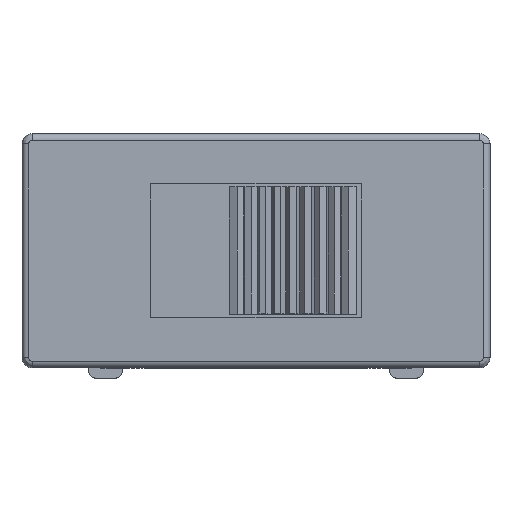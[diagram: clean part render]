
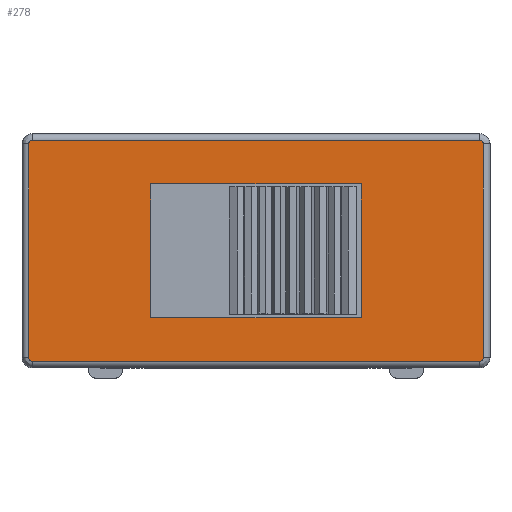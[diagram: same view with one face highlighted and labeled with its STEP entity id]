
A CAD part, top view. The second image highlights one B-rep face of the part: STEP entity #278.
In plain terms, the highlighted planar face has unit normal (0, 0, 1).
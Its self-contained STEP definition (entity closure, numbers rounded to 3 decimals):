
#278 = ADVANCED_FACE( '', ( #728, #729 ), #730, .T. );
#728 = FACE_OUTER_BOUND( '', #2882, .T. );
#729 = FACE_BOUND( '', #2883, .T. );
#730 = PLANE( '', #2884 );
#2882 = EDGE_LOOP( '', ( #4619, #4620, #4621, #4622, #4623, #4624, #4625, #4626 ) );
#2883 = EDGE_LOOP( '', ( #4627, #4628, #4629, #4630 ) );
#2884 = AXIS2_PLACEMENT_3D( '', #4631, #4632, #4633 );
#4619 = ORIENTED_EDGE( '', *, *, #5466, .T. );
#4620 = ORIENTED_EDGE( '', *, *, #5467, .T. );
#4621 = ORIENTED_EDGE( '', *, *, #5451, .T. );
#4622 = ORIENTED_EDGE( '', *, *, #5454, .T. );
#4623 = ORIENTED_EDGE( '', *, *, #5456, .T. );
#4624 = ORIENTED_EDGE( '', *, *, #5458, .T. );
#4625 = ORIENTED_EDGE( '', *, *, #5462, .T. );
#4626 = ORIENTED_EDGE( '', *, *, #5464, .T. );
#4627 = ORIENTED_EDGE( '', *, *, #5468, .T. );
#4628 = ORIENTED_EDGE( '', *, *, #5469, .T. );
#4629 = ORIENTED_EDGE( '', *, *, #5470, .T. );
#4630 = ORIENTED_EDGE( '', *, *, #5471, .T. );
#4631 = CARTESIAN_POINT( '', ( 0., 0., 0.4 ) );
#4632 = DIRECTION( '', ( 0., 0., 1. ) );
#4633 = DIRECTION( '', ( 1., 0., 0. ) );
#5451 = EDGE_CURVE( '', #6494, #6492, #6495, .F. );
#5454 = EDGE_CURVE( '', #6492, #6497, #6499, .T. );
#5456 = EDGE_CURVE( '', #6497, #6500, #6502, .F. );
#5458 = EDGE_CURVE( '', #6500, #6503, #6505, .T. );
#5462 = EDGE_CURVE( '', #6503, #6508, #6510, .F. );
#5464 = EDGE_CURVE( '', #6508, #6511, #6513, .T. );
#5466 = EDGE_CURVE( '', #6511, #6514, #6516, .F. );
#5467 = EDGE_CURVE( '', #6514, #6494, #6517, .T. );
#5468 = EDGE_CURVE( '', #6518, #6519, #6520, .T. );
#5469 = EDGE_CURVE( '', #6519, #6521, #6522, .T. );
#5470 = EDGE_CURVE( '', #6521, #6523, #6524, .T. );
#5471 = EDGE_CURVE( '', #6523, #6518, #6525, .T. );
#6492 = VERTEX_POINT( '', #8516 );
#6494 = VERTEX_POINT( '', #8518 );
#6495 = LINE( '', #8519, #8520 );
#6497 = VERTEX_POINT( '', #8522 );
#6499 = CIRCLE( '', #8524, 0.1 );
#6500 = VERTEX_POINT( '', #8525 );
#6502 = LINE( '', #8527, #8528 );
#6503 = VERTEX_POINT( '', #8529 );
#6505 = CIRCLE( '', #8531, 0.1 );
#6508 = VERTEX_POINT( '', #8536 );
#6510 = LINE( '', #8538, #8539 );
#6511 = VERTEX_POINT( '', #8540 );
#6513 = CIRCLE( '', #8542, 0.1 );
#6514 = VERTEX_POINT( '', #8543 );
#6516 = LINE( '', #8545, #8546 );
#6517 = CIRCLE( '', #8547, 0.1 );
#6518 = VERTEX_POINT( '', #8548 );
#6519 = VERTEX_POINT( '', #8549 );
#6520 = LINE( '', #8550, #8551 );
#6521 = VERTEX_POINT( '', #8552 );
#6522 = LINE( '', #8553, #8554 );
#6523 = VERTEX_POINT( '', #8555 );
#6524 = LINE( '', #8556, #8557 );
#6525 = LINE( '', #8558, #8559 );
#8516 = CARTESIAN_POINT( '', ( 6.7, -3.3, 0.4 ) );
#8518 = CARTESIAN_POINT( '', ( -6.7, -3.3, 0.4 ) );
#8519 = CARTESIAN_POINT( '', ( 0., -3.3, 0.4 ) );
#8520 = VECTOR( '', #9451, 1000. );
#8522 = CARTESIAN_POINT( '', ( 6.8, -3.2, 0.4 ) );
#8524 = AXIS2_PLACEMENT_3D( '', #9458, #9459, #9460 );
#8525 = CARTESIAN_POINT( '', ( 6.8, 3.2, 0.4 ) );
#8527 = CARTESIAN_POINT( '', ( 6.8, 0., 0.4 ) );
#8528 = VECTOR( '', #9464, 1000. );
#8529 = CARTESIAN_POINT( '', ( 6.7, 3.3, 0.4 ) );
#8531 = AXIS2_PLACEMENT_3D( '', #9468, #9469, #9470 );
#8536 = CARTESIAN_POINT( '', ( -6.7, 3.3, 0.4 ) );
#8538 = CARTESIAN_POINT( '', ( 0., 3.3, 0.4 ) );
#8539 = VECTOR( '', #9476, 1000. );
#8540 = CARTESIAN_POINT( '', ( -6.8, 3.2, 0.4 ) );
#8542 = AXIS2_PLACEMENT_3D( '', #9480, #9481, #9482 );
#8543 = CARTESIAN_POINT( '', ( -6.8, -3.2, 0.4 ) );
#8545 = CARTESIAN_POINT( '', ( -6.8, 0., 0.4 ) );
#8546 = VECTOR( '', #9486, 1000. );
#8547 = AXIS2_PLACEMENT_3D( '', #9487, #9488, #9489 );
#8548 = CARTESIAN_POINT( '', ( 3.15, 2., 0.4 ) );
#8549 = CARTESIAN_POINT( '', ( 3.15, -2., 0.4 ) );
#8550 = CARTESIAN_POINT( '', ( 3.15, 0., 0.4 ) );
#8551 = VECTOR( '', #9490, 1000. );
#8552 = CARTESIAN_POINT( '', ( -3.15, -2., 0.4 ) );
#8553 = CARTESIAN_POINT( '', ( 0., -2., 0.4 ) );
#8554 = VECTOR( '', #9491, 1000. );
#8555 = CARTESIAN_POINT( '', ( -3.15, 2., 0.4 ) );
#8556 = CARTESIAN_POINT( '', ( -3.15, 0., 0.4 ) );
#8557 = VECTOR( '', #9492, 1000. );
#8558 = CARTESIAN_POINT( '', ( 0., 2., 0.4 ) );
#8559 = VECTOR( '', #9493, 1000. );
#9451 = DIRECTION( '', ( -1., 0., 0. ) );
#9458 = CARTESIAN_POINT( '', ( 6.7, -3.2, 0.4 ) );
#9459 = DIRECTION( '', ( 0., 0., 1. ) );
#9460 = DIRECTION( '', ( 1., 0., 0. ) );
#9464 = DIRECTION( '', ( 0., -1., 0. ) );
#9468 = CARTESIAN_POINT( '', ( 6.7, 3.2, 0.4 ) );
#9469 = DIRECTION( '', ( 0., 0., 1. ) );
#9470 = DIRECTION( '', ( 1., 0., 0. ) );
#9476 = DIRECTION( '', ( 1., 0., 0. ) );
#9480 = CARTESIAN_POINT( '', ( -6.7, 3.2, 0.4 ) );
#9481 = DIRECTION( '', ( 0., 0., 1. ) );
#9482 = DIRECTION( '', ( 1., 0., 0. ) );
#9486 = DIRECTION( '', ( 0., 1., 0. ) );
#9487 = CARTESIAN_POINT( '', ( -6.7, -3.2, 0.4 ) );
#9488 = DIRECTION( '', ( 0., 0., 1. ) );
#9489 = DIRECTION( '', ( 1., 0., 0. ) );
#9490 = DIRECTION( '', ( 0., -1., 0. ) );
#9491 = DIRECTION( '', ( -1., 0., 0. ) );
#9492 = DIRECTION( '', ( 0., 1., 0. ) );
#9493 = DIRECTION( '', ( 1., 0., 0. ) );
